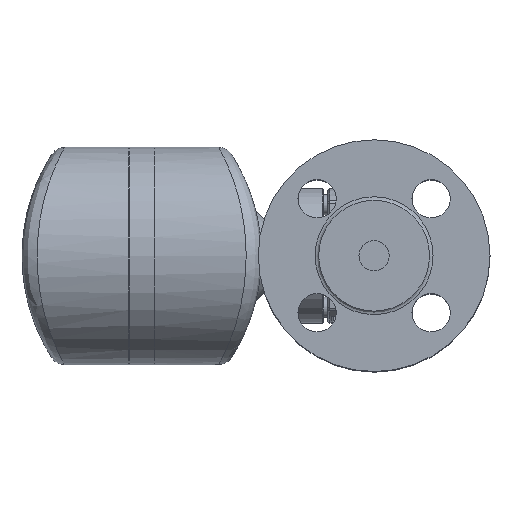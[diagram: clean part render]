
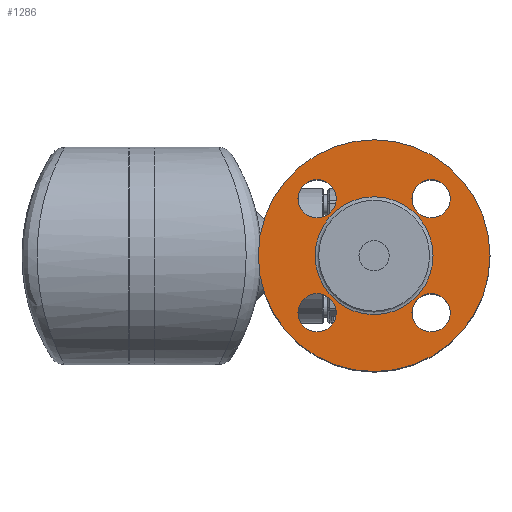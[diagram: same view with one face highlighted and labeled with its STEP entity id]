
A CAD part, top view. The second image highlights one B-rep face of the part: STEP entity #1286.
In plain terms, the highlighted planar face has unit normal (0, 0, 1).
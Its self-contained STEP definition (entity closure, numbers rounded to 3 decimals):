
#660=CARTESIAN_POINT('',(137.284,18.784,108.));
#661=VERTEX_POINT('',#660);
#662=CARTESIAN_POINT('',(137.284,28.284,108.));
#663=DIRECTION('',(0.0,0.0,-1.0));
#664=DIRECTION('',(0.0,-1.0,0.0));
#665=AXIS2_PLACEMENT_3D('',#662,#663,#664);
#666=CIRCLE('',#665,9.5);
#667=EDGE_CURVE('',#661,#661,#666,.T.);
#709=CARTESIAN_POINT('',(127.784,-28.284,108.));
#710=VERTEX_POINT('',#709);
#711=CARTESIAN_POINT('',(137.284,-28.284,108.));
#712=DIRECTION('',(0.0,0.0,-1.0));
#713=DIRECTION('',(-1.0,0.0,0.0));
#714=AXIS2_PLACEMENT_3D('',#711,#712,#713);
#715=CIRCLE('',#714,9.5);
#716=EDGE_CURVE('',#710,#710,#715,.T.);
#758=CARTESIAN_POINT('',(80.716,-18.784,108.));
#759=VERTEX_POINT('',#758);
#760=CARTESIAN_POINT('',(80.716,-28.284,108.));
#761=DIRECTION('',(0.0,0.0,-1.0));
#762=DIRECTION('',(0.0,1.0,0.0));
#763=AXIS2_PLACEMENT_3D('',#760,#761,#762);
#764=CIRCLE('',#763,9.5);
#765=EDGE_CURVE('',#759,#759,#764,.T.);
#807=CARTESIAN_POINT('',(90.216,28.284,108.));
#808=VERTEX_POINT('',#807);
#809=CARTESIAN_POINT('',(80.716,28.284,108.));
#810=DIRECTION('',(0.0,0.0,-1.0));
#811=DIRECTION('',(1.0,0.0,0.0));
#812=AXIS2_PLACEMENT_3D('',#809,#810,#811);
#813=CIRCLE('',#812,9.5);
#814=EDGE_CURVE('',#808,#808,#813,.T.);
#1232=CARTESIAN_POINT('',(79.768,0.,108.));
#1233=VERTEX_POINT('',#1232);
#1234=CARTESIAN_POINT('',(109.,0.0,108.));
#1235=DIRECTION('',(0.0,0.0,1.0));
#1236=DIRECTION('',(1.0,0.0,0.0));
#1237=AXIS2_PLACEMENT_3D('',#1234,#1235,#1236);
#1238=CIRCLE('',#1237,29.232);
#1239=EDGE_CURVE('',#1233,#1233,#1238,.T.);
#1255=CARTESIAN_POINT('',(151.5,0.0,108.));
#1256=DIRECTION('',(0.0,0.0,1.0));
#1257=DIRECTION('',(1.0,0.0,0.0));
#1258=AXIS2_PLACEMENT_3D('',#1255,#1256,#1257);
#1259=PLANE('',#1258);
#1260=CARTESIAN_POINT('',(166.5,0.0,108.));
#1261=VERTEX_POINT('',#1260);
#1262=CARTESIAN_POINT('',(109.,0.0,108.));
#1263=DIRECTION('',(0.0,0.0,1.0));
#1264=DIRECTION('',(1.0,0.0,0.0));
#1265=AXIS2_PLACEMENT_3D('',#1262,#1263,#1264);
#1266=CIRCLE('',#1265,57.5);
#1267=EDGE_CURVE('',#1261,#1261,#1266,.T.);
#1268=ORIENTED_EDGE('',*,*,#1267,.T.);
#1269=EDGE_LOOP('',(#1268));
#1270=FACE_OUTER_BOUND('',#1269,.T.);
#1271=ORIENTED_EDGE('',*,*,#667,.T.);
#1272=EDGE_LOOP('',(#1271));
#1273=FACE_BOUND('',#1272,.T.);
#1274=ORIENTED_EDGE('',*,*,#716,.T.);
#1275=EDGE_LOOP('',(#1274));
#1276=FACE_BOUND('',#1275,.T.);
#1277=ORIENTED_EDGE('',*,*,#765,.T.);
#1278=EDGE_LOOP('',(#1277));
#1279=FACE_BOUND('',#1278,.T.);
#1280=ORIENTED_EDGE('',*,*,#814,.T.);
#1281=EDGE_LOOP('',(#1280));
#1282=FACE_BOUND('',#1281,.T.);
#1283=ORIENTED_EDGE('',*,*,#1239,.F.);
#1284=EDGE_LOOP('',(#1283));
#1285=FACE_BOUND('',#1284,.T.);
#1286=ADVANCED_FACE('',(#1270,#1273,#1276,#1279,#1282,#1285),#1259,.T.);
